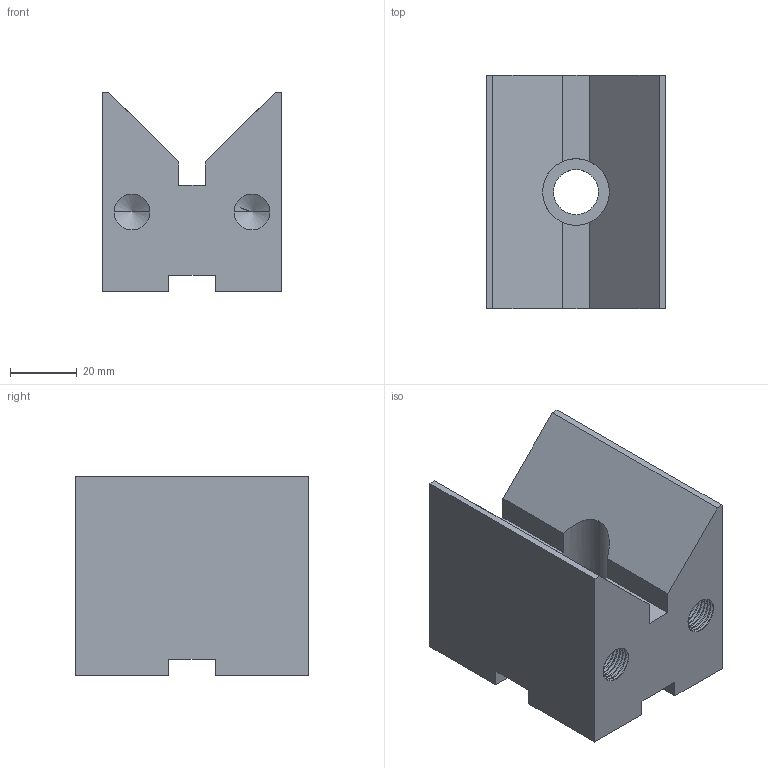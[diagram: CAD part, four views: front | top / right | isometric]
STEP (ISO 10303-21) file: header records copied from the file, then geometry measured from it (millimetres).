
FILE_DESCRIPTION(('STEP AP214'),'1');
FILE_NAME(' ',' ',('TraceParts'),('TraceParts S.A.'),'XStep 1.0',' ',' ');
FILE_SCHEMA(('automotive_design'));
Length unit declared in the file: millimetre
Products named in the file (1): 1
Bounding box: 54 x 70 x 60 mm (x, y, z)
Volume: 159797.1 mm3; surface area: 27919.7 mm2
Topology: 1 solids, 1 shells, 320 faces, 726 edges, 406 vertices
Faces by surface type: cone 116, torus 112, cylinder 64, plane 28
Entity records: 17134 total; most frequent: DIRECTION 1832, STYLED_ITEM 1449, PRESENTATION_STYLE_ASSIGNMENT 1449, CARTESIAN_POINT 1449, COLOUR_RGB 1449, ORIENTED_EDGE 1444, AXIS2_PLACEMENT_3D 789, EDGE_CURVE 722
